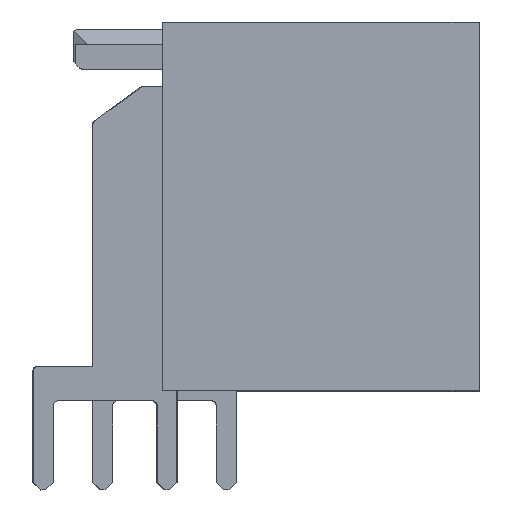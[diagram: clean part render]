
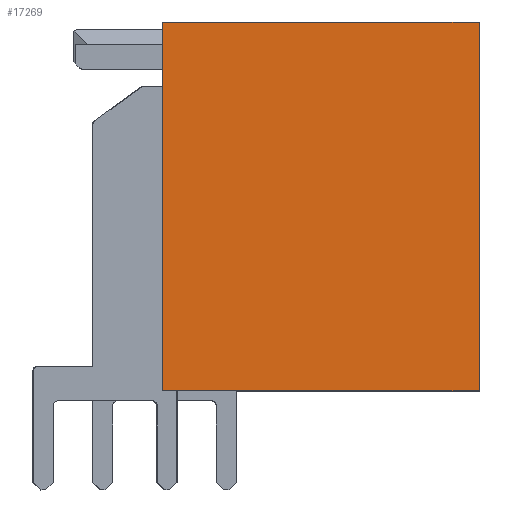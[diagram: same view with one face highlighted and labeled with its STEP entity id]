
A CAD part, front view. The second image highlights one B-rep face of the part: STEP entity #17269.
In plain terms, the highlighted planar face has unit normal (0, -1, 0).
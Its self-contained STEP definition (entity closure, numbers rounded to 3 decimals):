
#1617=ORIENTED_EDGE('',*,*,#6515,.F.);
#1618=ORIENTED_EDGE('',*,*,#6140,.F.);
#1619=ORIENTED_EDGE('',*,*,#6516,.F.);
#1620=ORIENTED_EDGE('',*,*,#6517,.F.);
#6140=EDGE_CURVE('',#8628,#8629,#10341,.T.);
#6515=EDGE_CURVE('',#8629,#8889,#10716,.T.);
#6516=EDGE_CURVE('',#8890,#8628,#10717,.T.);
#6517=EDGE_CURVE('',#8889,#8890,#10718,.T.);
#8628=VERTEX_POINT('',#25055);
#8629=VERTEX_POINT('',#25057);
#8889=VERTEX_POINT('',#25737);
#8890=VERTEX_POINT('',#25739);
#10341=LINE('',#25056,#12797);
#10716=LINE('',#25736,#13172);
#10717=LINE('',#25738,#13173);
#10718=LINE('',#25740,#13174);
#12797=VECTOR('',#20000,1000.);
#13172=VECTOR('',#20465,1000.);
#13173=VECTOR('',#20466,1000.);
#13174=VECTOR('',#20467,1000.);
#14640=EDGE_LOOP('',(#1617,#1618,#1619,#1620));
#15559=FACE_BOUND('',#14640,.T.);
#16449=PLANE('',#18201);
#17269=ADVANCED_FACE('',(#15559),#16449,.F.);
#18201=AXIS2_PLACEMENT_3D('',#25735,#20463,#20464);
#20000=DIRECTION('',(1.,0.,0.));
#20463=DIRECTION('',(0.,1.,0.));
#20464=DIRECTION('',(0.,0.,1.));
#20465=DIRECTION('',(0.,0.,-1.));
#20466=DIRECTION('',(0.,0.,1.));
#20467=DIRECTION('',(-1.,0.,0.));
#25055=CARTESIAN_POINT('',(-7.45,0.,6.4));
#25056=CARTESIAN_POINT('',(-7.45,0.,6.4));
#25057=CARTESIAN_POINT('',(7.45,0.,6.4));
#25735=CARTESIAN_POINT('',(0.,0.,0.));
#25736=CARTESIAN_POINT('',(7.45,0.,6.4));
#25737=CARTESIAN_POINT('',(7.45,0.,-6.4));
#25738=CARTESIAN_POINT('',(-7.45,0.,-6.4));
#25739=CARTESIAN_POINT('',(-7.45,0.,-6.4));
#25740=CARTESIAN_POINT('',(7.45,0.,-6.4));
